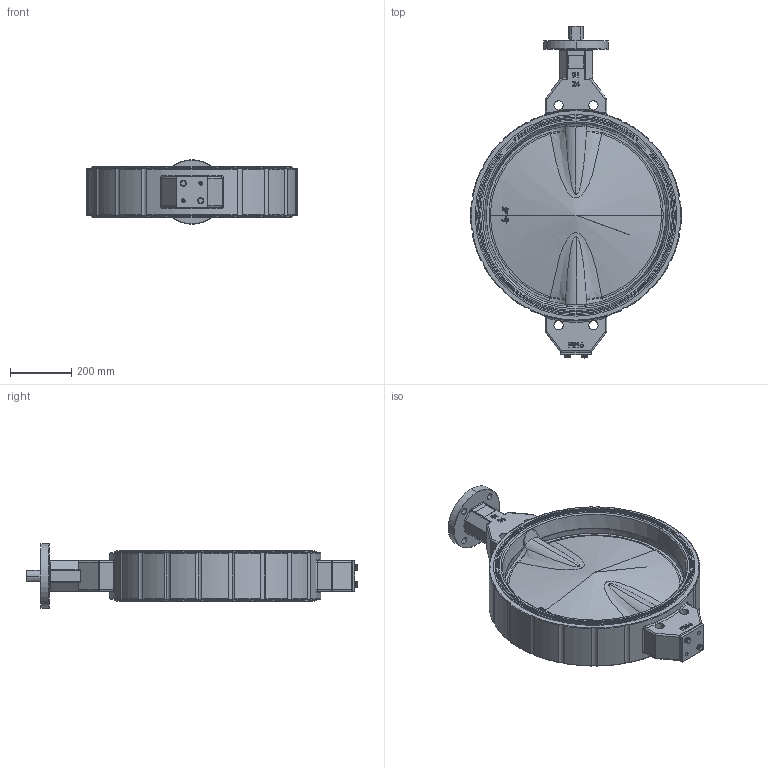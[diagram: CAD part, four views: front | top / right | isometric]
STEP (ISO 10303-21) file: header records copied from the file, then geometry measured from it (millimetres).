
FILE_DESCRIPTION (( 'STEP AP214' ), '1' );
FILE_NAME ('B20W-SX-PN10-DN600-00装配体卡簧.STEP', '2022-10-08T06:19:46', ( '微软用户' ), ( '微软中国' ), 'SwSTEP 2.0', 'SolidWorks 2021', '' );
FILE_SCHEMA (( 'AUTOMOTIVE_DESIGN' ));
Length unit declared in the file: millimetre
Products named in the file (18): hex head bolts-full thread grade c gb_GB_FASTENER_BOLT_HHBFTC M10X20-N; plain washers--product grade c gb_GB_FASTENER_WASHER_SMWC 10; B20W-SX-PN10-DN600-08傻粣杶; B20W-SX-PN10-DN600-11沺え; B20W-SX-PN10-DN600-09酗粣杶; B20W-SX-PN10-DN600-04概釱; B20W-SX-PN10-DN600-00蚾饜极縐銅; B20W-SX-PN10-DN600-03B狟概粣; B20W-SX-PN10-DN600-02概啣; spring lock washers--normal type gb_GB_FASTENER_WASHER_SW 8; B20W-SX-PN10-DN600-10躇猾蝶杶; B20W-SX-PN10-DN600-06菁傷裔; B20W-SX-PN10-DN600-07底端O形圈; B20W-SX-PN10-DN600-01概极縐銅; B20W-SX-PN10-DN600-12粣蚚縐銅; B20W-SX-PN10-DN600-03A奻概粣; B20W-SX-PN10-DN600-13謂蚚縐銅; roundwire snap rings for shaft gb_GB_CONNECTING_PIECE_RINGS_RSRS 50
Assembly tree (25 placements, depth 2):
  B20W-SX-PN10-DN600-00蚾饜极縐銅
    B20W-SX-PN10-DN600-01概极縐銅
    B20W-SX-PN10-DN600-04概釱
    B20W-SX-PN10-DN600-02概啣
    B20W-SX-PN10-DN600-03B狟概粣
    roundwire snap rings for shaft gb_GB_CONNECTING_PIECE_RINGS_RSRS 50
    B20W-SX-PN10-DN600-06菁傷裔
    B20W-SX-PN10-DN600-07底端O形圈
    plain washers--product grade c gb_GB_FASTENER_WASHER_SMWC 10  x2
    spring lock washers--normal type gb_GB_FASTENER_WASHER_SW 8  x2
    hex head bolts-full thread grade c gb_GB_FASTENER_BOLT_HHBFTC M10X20-N  x2
    B20W-SX-PN10-DN600-03A奻概粣
    B20W-SX-PN10-DN600-08傻粣杶  x4
    B20W-SX-PN10-DN600-09酗粣杶  x2
    B20W-SX-PN10-DN600-10躇猾蝶杶
    B20W-SX-PN10-DN600-11沺え  x2
    B20W-SX-PN10-DN600-12粣蚚縐銅
    B20W-SX-PN10-DN600-13謂蚚縐銅
Bounding box: 686.4 x 1081.2 x 210 mm (x, y, z)
Volume: 27856320.7 mm3; surface area: 3158272.8 mm2
Topology: 25 solids, 25 shells, 1237 faces, 3038 edges, 1883 vertices
Faces by surface type: plane 403, cylinder 339, bspline 188, torus 173, cone 118, sphere 16
Entity records: 55460 total; most frequent: CARTESIAN_POINT 25063, ORIENTED_EDGE 5544, DIRECTION 5136, EDGE_CURVE 2772, AXIS2_PLACEMENT_3D 1966, VERTEX_POINT 1749, EDGE_LOOP 1263, LINE 1204
